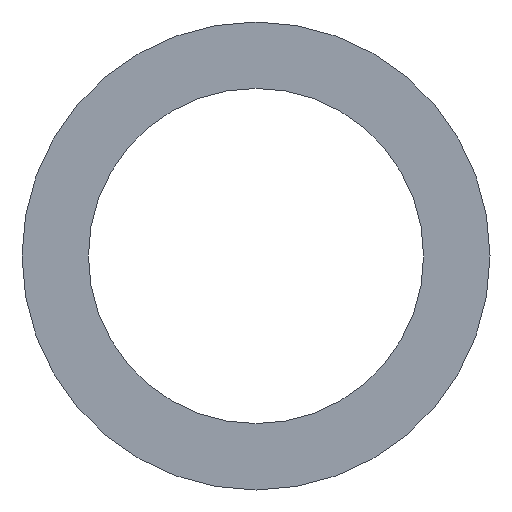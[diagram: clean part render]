
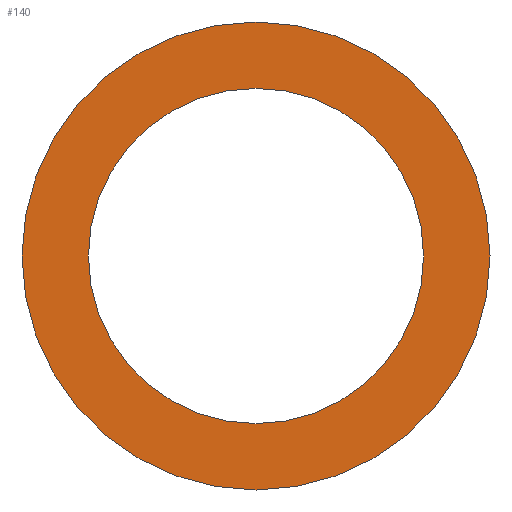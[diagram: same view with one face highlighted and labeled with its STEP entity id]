
A CAD part, left-side view. The second image highlights one B-rep face of the part: STEP entity #140.
In plain terms, the highlighted planar face has unit normal (-1, 0, 0).
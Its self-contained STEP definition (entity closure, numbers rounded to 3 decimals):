
#76 = EDGE_CURVE( '', #100, #146, #188, .T. );
#94 = EDGE_CURVE( '', #106, #148, #208, .T. );
#100 = VERTEX_POINT( '', #214 );
#106 = VERTEX_POINT( '', #222 );
#114 = EDGE_CURVE( '', #148, #106, #230, .T. );
#140 = ADVANCED_FACE( '', ( #262, #263 ), #264, .T. );
#146 = VERTEX_POINT( '', #271 );
#148 = VERTEX_POINT( '', #273 );
#166 = EDGE_CURVE( '', #146, #100, #292, .T. );
#188 = CIRCLE( '', #308, 160. );
#208 = CIRCLE( '', #332, 114.6 );
#214 = CARTESIAN_POINT( '', ( -128., -160., 0. ) );
#222 = CARTESIAN_POINT( '', ( -128., -114.6, 0. ) );
#230 = CIRCLE( '', #356, 114.6 );
#262 = FACE_BOUND( '', #395, .T. );
#263 = FACE_OUTER_BOUND( '', #396, .T. );
#264 = PLANE( '', #397 );
#271 = CARTESIAN_POINT( '', ( -128., 160., 0. ) );
#273 = CARTESIAN_POINT( '', ( -128., 114.6, 0. ) );
#292 = CIRCLE( '', #437, 160. );
#308 = AXIS2_PLACEMENT_3D( '', #443, #444, #445 );
#332 = AXIS2_PLACEMENT_3D( '', #466, #467, #468 );
#356 = AXIS2_PLACEMENT_3D( '', #484, #485, #486 );
#395 = EDGE_LOOP( '', ( #534, #535 ) );
#396 = EDGE_LOOP( '', ( #536, #537 ) );
#397 = AXIS2_PLACEMENT_3D( '', #538, #539, #540 );
#437 = AXIS2_PLACEMENT_3D( '', #575, #576, #577 );
#443 = CARTESIAN_POINT( '', ( -128., 0., 0. ) );
#444 = DIRECTION( '', ( -1., 0., 0. ) );
#445 = DIRECTION( '', ( 0., 1., 0. ) );
#466 = CARTESIAN_POINT( '', ( -128., 0., 0. ) );
#467 = DIRECTION( '', ( -1., 0., 0. ) );
#468 = DIRECTION( '', ( 0., 1., 0. ) );
#484 = CARTESIAN_POINT( '', ( -128., 0., 0. ) );
#485 = DIRECTION( '', ( -1., 0., 0. ) );
#486 = DIRECTION( '', ( 0., 1., 0. ) );
#534 = ORIENTED_EDGE( '', *, *, #114, .F. );
#535 = ORIENTED_EDGE( '', *, *, #94, .F. );
#536 = ORIENTED_EDGE( '', *, *, #166, .T. );
#537 = ORIENTED_EDGE( '', *, *, #76, .T. );
#538 = CARTESIAN_POINT( '', ( -128., 137.3, 0. ) );
#539 = DIRECTION( '', ( -1., 0., 0. ) );
#540 = DIRECTION( '', ( 0., 1., 0. ) );
#575 = CARTESIAN_POINT( '', ( -128., 0., 0. ) );
#576 = DIRECTION( '', ( -1., 0., 0. ) );
#577 = DIRECTION( '', ( 0., 1., 0. ) );
